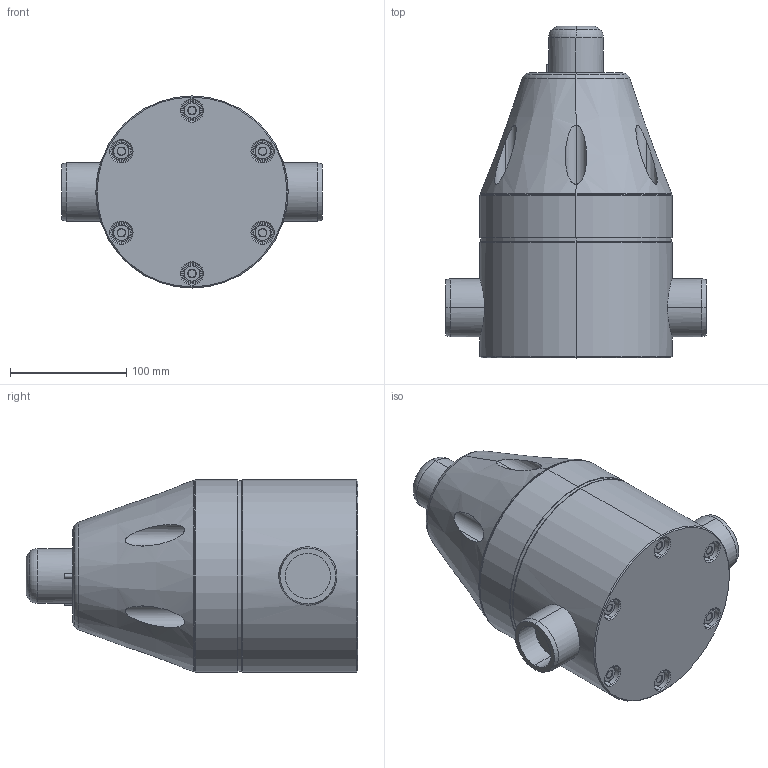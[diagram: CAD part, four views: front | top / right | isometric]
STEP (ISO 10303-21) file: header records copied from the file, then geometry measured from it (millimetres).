
FILE_DESCRIPTION((''),'2;1');
FILE_NAME('_40_KLEBESTUTZEN','2018-09-24T',('Kattner'),(''),'PRO/ENGINEER BY PARAMETRIC TECHNOLOGY CORPORATION, 2016360','PRO/ENGINEER BY PARAMETRIC TECHNOLOGY CORPORATION, 2016360','');
FILE_SCHEMA(('AUTOMOTIVE_DESIGN { 1 0 10303 214 1 1 1 1 }'));
Length unit declared in the file: millimetre
Products named in the file (1): _40_KLEBESTUTZEN
Bounding box: 224 x 285 x 165 mm (x, y, z)
Volume: 4408917.2 mm3; surface area: 187027.2 mm2
Topology: 1 solids, 1 shells, 349 faces, 757 edges, 457 vertices
Faces by surface type: cone 130, plane 93, cylinder 90, torus 36
Entity records: 10280 total; most frequent: CARTESIAN_POINT 2613, DIRECTION 1668, ORIENTED_EDGE 1514, EDGE_CURVE 757, AXIS2_PLACEMENT_3D 734, VERTEX_POINT 457, EDGE_LOOP 396, CIRCLE 385
